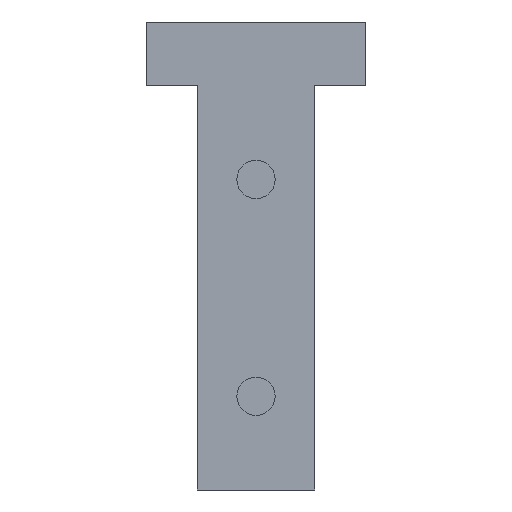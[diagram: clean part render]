
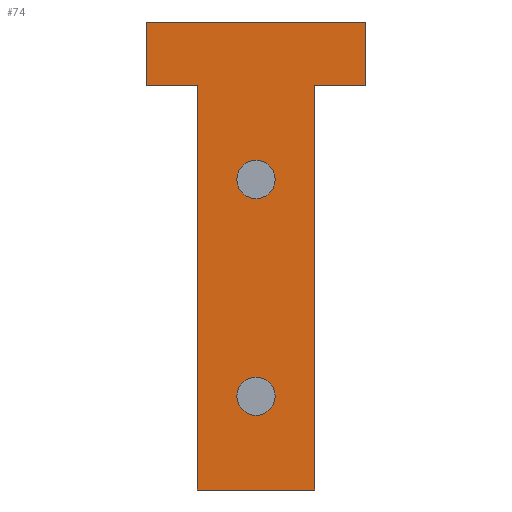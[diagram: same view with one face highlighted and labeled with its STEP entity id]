
A CAD part, front view. The second image highlights one B-rep face of the part: STEP entity #74.
In plain terms, the highlighted planar face has unit normal (0, -1, 0).
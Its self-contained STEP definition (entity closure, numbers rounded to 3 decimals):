
#1 = DIRECTION ( 'NONE',  ( 0., 0., -1. ) ) ;
#16 = DIRECTION ( 'NONE',  ( -1., 0., 0. ) ) ;
#18 = CARTESIAN_POINT ( 'NONE',  ( 27.3, 0.55, 5. ) ) ;
#23 = AXIS2_PLACEMENT_3D ( 'NONE', #694, #837, #464 ) ;
#51 = CARTESIAN_POINT ( 'NONE',  ( 14.1, 0.55, -31.7 ) ) ;
#57 = LINE ( 'NONE', #677, #693 ) ;
#74 = ADVANCED_FACE ( 'NONE', ( #1013, #313, #629 ), #938, .T. ) ;
#83 = DIRECTION ( 'NONE',  ( 0., 0., 1. ) ) ;
#89 = VECTOR ( 'NONE', #283, 1000. ) ;
#90 = ORIENTED_EDGE ( 'NONE', *, *, #949, .F. ) ;
#98 = ORIENTED_EDGE ( 'NONE', *, *, #926, .F. ) ;
#104 = VERTEX_POINT ( 'NONE', #1000 ) ;
#105 = CARTESIAN_POINT ( 'NONE',  ( 14.1, 0.55, 0. ) ) ;
#150 = EDGE_CURVE ( 'NONE', #268, #632, #690, .T. ) ;
#156 = DIRECTION ( 'NONE',  ( 0., -1., 0. ) ) ;
#173 = VERTEX_POINT ( 'NONE', #843 ) ;
#178 = VERTEX_POINT ( 'NONE', #698 ) ;
#201 = AXIS2_PLACEMENT_3D ( 'NONE', #863, #156, #1 ) ;
#207 = AXIS2_PLACEMENT_3D ( 'NONE', #748, #414, #264 ) ;
#211 = CARTESIAN_POINT ( 'NONE',  ( 27.3, 0.55, 0. ) ) ;
#230 = CARTESIAN_POINT ( 'NONE',  ( 0., 0.55, 5. ) ) ;
#232 = CARTESIAN_POINT ( 'NONE',  ( 14.1, 0.55, -31.7 ) ) ;
#235 = DIRECTION ( 'NONE',  ( 0., -1., 0. ) ) ;
#239 = VECTOR ( 'NONE', #16, 1000. ) ;
#240 = LINE ( 'NONE', #232, #636 ) ;
#251 = CARTESIAN_POINT ( 'NONE',  ( 23.3, 0.55, -31.7 ) ) ;
#264 = DIRECTION ( 'NONE',  ( 0., 0., -1. ) ) ;
#265 = EDGE_LOOP ( 'NONE', ( #90, #957 ) ) ;
#268 = VERTEX_POINT ( 'NONE', #477 ) ;
#283 = DIRECTION ( 'NONE',  ( 1., 0., 0. ) ) ;
#309 = EDGE_CURVE ( 'NONE', #678, #178, #240, .T. ) ;
#313 = FACE_BOUND ( 'NONE', #265, .T. ) ;
#330 = EDGE_CURVE ( 'NONE', #678, #998, #847, .T. ) ;
#339 = VERTEX_POINT ( 'NONE', #211 ) ;
#348 = VECTOR ( 'NONE', #849, 1000. ) ;
#349 = ORIENTED_EDGE ( 'NONE', *, *, #541, .F. ) ;
#364 = ORIENTED_EDGE ( 'NONE', *, *, #309, .F. ) ;
#405 = LINE ( 'NONE', #251, #545 ) ;
#414 = DIRECTION ( 'NONE',  ( 0., -1., 0. ) ) ;
#418 = ORIENTED_EDGE ( 'NONE', *, *, #988, .T. ) ;
#429 = CARTESIAN_POINT ( 'NONE',  ( 14.1, 0.55, -31.7 ) ) ;
#433 = CARTESIAN_POINT ( 'NONE',  ( 10.1, 0.55, 0. ) ) ;
#435 = DIRECTION ( 'NONE',  ( 1., 0., 0. ) ) ;
#445 = EDGE_CURVE ( 'NONE', #104, #173, #771, .T. ) ;
#464 = DIRECTION ( 'NONE',  ( 0., 0., -1. ) ) ;
#477 = CARTESIAN_POINT ( 'NONE',  ( 18.7, 0.55, -22.85 ) ) ;
#480 = AXIS2_PLACEMENT_3D ( 'NONE', #691, #235, #554 ) ;
#492 = EDGE_CURVE ( 'NONE', #173, #104, #735, .T. ) ;
#495 = EDGE_LOOP ( 'NONE', ( #935, #672 ) ) ;
#527 = EDGE_CURVE ( 'NONE', #178, #980, #882, .T. ) ;
#531 = DIRECTION ( 'NONE',  ( 0., 0., -1. ) ) ;
#541 = EDGE_CURVE ( 'NONE', #980, #857, #674, .T. ) ;
#545 = VECTOR ( 'NONE', #83, 1000. ) ;
#552 = EDGE_CURVE ( 'NONE', #339, #576, #809, .T. ) ;
#554 = DIRECTION ( 'NONE',  ( 0., 0., -1. ) ) ;
#559 = DIRECTION ( 'NONE',  ( 0., 0., 1. ) ) ;
#574 = ORIENTED_EDGE ( 'NONE', *, *, #552, .T. ) ;
#576 = VERTEX_POINT ( 'NONE', #18 ) ;
#604 = ORIENTED_EDGE ( 'NONE', *, *, #527, .F. ) ;
#629 = FACE_OUTER_BOUND ( 'NONE', #657, .T. ) ;
#632 = VERTEX_POINT ( 'NONE', #730 ) ;
#636 = VECTOR ( 'NONE', #559, 1000. ) ;
#646 = CARTESIAN_POINT ( 'NONE',  ( 27.3, 0.55, 0. ) ) ;
#657 = EDGE_LOOP ( 'NONE', ( #418, #972, #574, #98, #349, #604, #364, #818 ) ) ;
#672 = ORIENTED_EDGE ( 'NONE', *, *, #445, .F. ) ;
#674 = LINE ( 'NONE', #433, #819 ) ;
#677 = CARTESIAN_POINT ( 'NONE',  ( 23.3, 0.55, 0. ) ) ;
#678 = VERTEX_POINT ( 'NONE', #429 ) ;
#690 = CIRCLE ( 'NONE', #23, 1.5 ) ;
#691 = CARTESIAN_POINT ( 'NONE',  ( 18.7, 0.55, -24.35 ) ) ;
#693 = VECTOR ( 'NONE', #435, 1000. ) ;
#694 = CARTESIAN_POINT ( 'NONE',  ( 18.7, 0.55, -24.35 ) ) ;
#698 = CARTESIAN_POINT ( 'NONE',  ( 14.1, 0.55, 0. ) ) ;
#704 = CARTESIAN_POINT ( 'NONE',  ( 23.3, 0.55, 0. ) ) ;
#712 = LINE ( 'NONE', #230, #348 ) ;
#721 = CARTESIAN_POINT ( 'NONE',  ( 10.1, 0.55, 0. ) ) ;
#730 = CARTESIAN_POINT ( 'NONE',  ( 18.7, 0.55, -25.85 ) ) ;
#735 = CIRCLE ( 'NONE', #207, 1.5 ) ;
#748 = CARTESIAN_POINT ( 'NONE',  ( 18.7, 0.55, -7.35 ) ) ;
#761 = CARTESIAN_POINT ( 'NONE',  ( 18.7, 0.55, -7.35 ) ) ;
#771 = CIRCLE ( 'NONE', #853, 1.5 ) ;
#796 = CARTESIAN_POINT ( 'NONE',  ( 23.3, 0.55, -31.7 ) ) ;
#806 = EDGE_CURVE ( 'NONE', #890, #339, #57, .T. ) ;
#809 = LINE ( 'NONE', #646, #916 ) ;
#818 = ORIENTED_EDGE ( 'NONE', *, *, #330, .T. ) ;
#819 = VECTOR ( 'NONE', #969, 1000. ) ;
#837 = DIRECTION ( 'NONE',  ( 0., -1., 0. ) ) ;
#843 = CARTESIAN_POINT ( 'NONE',  ( 18.7, 0.55, -8.85 ) ) ;
#847 = LINE ( 'NONE', #51, #89 ) ;
#849 = DIRECTION ( 'NONE',  ( 1., 0., 0. ) ) ;
#853 = AXIS2_PLACEMENT_3D ( 'NONE', #761, #924, #531 ) ;
#857 = VERTEX_POINT ( 'NONE', #936 ) ;
#863 = CARTESIAN_POINT ( 'NONE',  ( 14.1, 0.55, -31.7 ) ) ;
#882 = LINE ( 'NONE', #105, #239 ) ;
#890 = VERTEX_POINT ( 'NONE', #704 ) ;
#894 = DIRECTION ( 'NONE',  ( 0., 0., 1. ) ) ;
#916 = VECTOR ( 'NONE', #894, 1000. ) ;
#924 = DIRECTION ( 'NONE',  ( 0., -1., 0. ) ) ;
#926 = EDGE_CURVE ( 'NONE', #857, #576, #712, .T. ) ;
#935 = ORIENTED_EDGE ( 'NONE', *, *, #492, .F. ) ;
#936 = CARTESIAN_POINT ( 'NONE',  ( 10.1, 0.55, 5. ) ) ;
#938 = PLANE ( 'NONE',  #201 ) ;
#949 = EDGE_CURVE ( 'NONE', #632, #268, #970, .T. ) ;
#957 = ORIENTED_EDGE ( 'NONE', *, *, #150, .F. ) ;
#969 = DIRECTION ( 'NONE',  ( 0., 0., 1. ) ) ;
#970 = CIRCLE ( 'NONE', #480, 1.5 ) ;
#972 = ORIENTED_EDGE ( 'NONE', *, *, #806, .T. ) ;
#980 = VERTEX_POINT ( 'NONE', #721 ) ;
#988 = EDGE_CURVE ( 'NONE', #998, #890, #405, .T. ) ;
#998 = VERTEX_POINT ( 'NONE', #796 ) ;
#1000 = CARTESIAN_POINT ( 'NONE',  ( 18.7, 0.55, -5.85 ) ) ;
#1013 = FACE_BOUND ( 'NONE', #495, .T. ) ;
